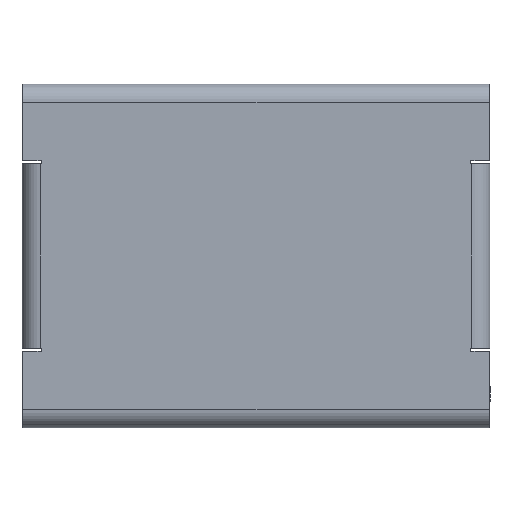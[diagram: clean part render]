
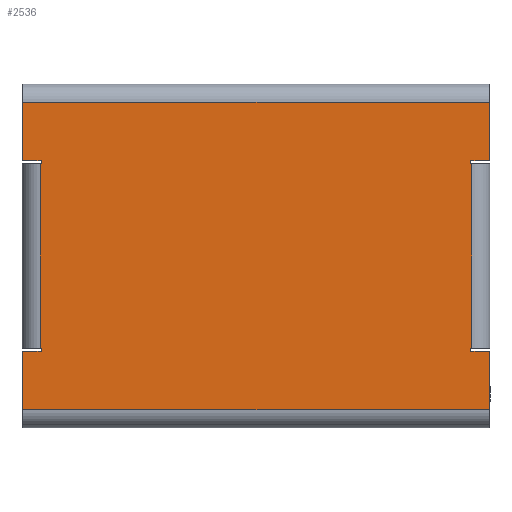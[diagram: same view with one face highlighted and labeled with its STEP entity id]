
A CAD part, front view. The second image highlights one B-rep face of the part: STEP entity #2536.
In plain terms, the highlighted planar face has unit normal (0, -1, 0).
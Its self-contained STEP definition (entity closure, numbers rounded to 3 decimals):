
#263=PLANE('',#2740);
#390=FACE_OUTER_BOUND('',#525,.T.);
#525=EDGE_LOOP('',(#1965,#1966,#1967,#1968,#1969,#1970,#1971,#1972,#1973,
#1974,#1975,#1976,#1977,#1978,#1979,#1980,#1981,#1982,#1983,#1984));
#678=LINE('',#3645,#951);
#700=LINE('',#3689,#973);
#707=LINE('',#3709,#980);
#709=LINE('',#3714,#982);
#716=LINE('',#3734,#989);
#718=LINE('',#3739,#991);
#725=LINE('',#3759,#998);
#727=LINE('',#3764,#1000);
#729=LINE('',#3768,#1002);
#730=LINE('',#3770,#1003);
#731=LINE('',#3771,#1004);
#732=LINE('',#3773,#1005);
#733=LINE('',#3775,#1006);
#734=LINE('',#3776,#1007);
#735=LINE('',#3778,#1008);
#736=LINE('',#3780,#1009);
#737=LINE('',#3781,#1010);
#738=LINE('',#3783,#1011);
#739=LINE('',#3785,#1012);
#740=LINE('',#3786,#1013);
#951=VECTOR('',#2989,10.);
#973=VECTOR('',#3017,10.);
#980=VECTOR('',#3038,10.);
#982=VECTOR('',#3044,10.);
#989=VECTOR('',#3065,10.);
#991=VECTOR('',#3071,10.);
#998=VECTOR('',#3092,10.);
#1000=VECTOR('',#3098,10.);
#1002=VECTOR('',#3102,10.);
#1003=VECTOR('',#3103,10.);
#1004=VECTOR('',#3104,10.);
#1005=VECTOR('',#3105,10.);
#1006=VECTOR('',#3106,10.);
#1007=VECTOR('',#3107,10.);
#1008=VECTOR('',#3108,10.);
#1009=VECTOR('',#3109,10.);
#1010=VECTOR('',#3110,10.);
#1011=VECTOR('',#3111,10.);
#1012=VECTOR('',#3112,10.);
#1013=VECTOR('',#3113,10.);
#1295=VERTEX_POINT('',#3627);
#1298=VERTEX_POINT('',#3635);
#1320=VERTEX_POINT('',#3688);
#1322=VERTEX_POINT('',#3693);
#1324=VERTEX_POINT('',#3700);
#1327=VERTEX_POINT('',#3713);
#1329=VERTEX_POINT('',#3718);
#1331=VERTEX_POINT('',#3725);
#1334=VERTEX_POINT('',#3738);
#1336=VERTEX_POINT('',#3743);
#1338=VERTEX_POINT('',#3750);
#1341=VERTEX_POINT('',#3763);
#1342=VERTEX_POINT('',#3767);
#1343=VERTEX_POINT('',#3769);
#1344=VERTEX_POINT('',#3772);
#1345=VERTEX_POINT('',#3774);
#1346=VERTEX_POINT('',#3777);
#1347=VERTEX_POINT('',#3779);
#1348=VERTEX_POINT('',#3782);
#1349=VERTEX_POINT('',#3784);
#1522=EDGE_CURVE('',#1298,#1295,#678,.T.);
#1544=EDGE_CURVE('',#1298,#1320,#700,.T.);
#1555=EDGE_CURVE('',#1324,#1322,#707,.T.);
#1557=EDGE_CURVE('',#1324,#1327,#709,.T.);
#1568=EDGE_CURVE('',#1331,#1329,#716,.T.);
#1570=EDGE_CURVE('',#1331,#1334,#718,.T.);
#1581=EDGE_CURVE('',#1338,#1336,#725,.T.);
#1583=EDGE_CURVE('',#1338,#1341,#727,.T.);
#1585=EDGE_CURVE('',#1342,#1295,#729,.T.);
#1586=EDGE_CURVE('',#1343,#1342,#730,.T.);
#1587=EDGE_CURVE('',#1341,#1343,#731,.T.);
#1588=EDGE_CURVE('',#1344,#1336,#732,.T.);
#1589=EDGE_CURVE('',#1345,#1344,#733,.T.);
#1590=EDGE_CURVE('',#1327,#1345,#734,.T.);
#1591=EDGE_CURVE('',#1346,#1322,#735,.T.);
#1592=EDGE_CURVE('',#1347,#1346,#736,.T.);
#1593=EDGE_CURVE('',#1334,#1347,#737,.T.);
#1594=EDGE_CURVE('',#1348,#1329,#738,.T.);
#1595=EDGE_CURVE('',#1349,#1348,#739,.T.);
#1596=EDGE_CURVE('',#1320,#1349,#740,.T.);
#1965=ORIENTED_EDGE('',*,*,#1522,.T.);
#1966=ORIENTED_EDGE('',*,*,#1585,.F.);
#1967=ORIENTED_EDGE('',*,*,#1586,.F.);
#1968=ORIENTED_EDGE('',*,*,#1587,.F.);
#1969=ORIENTED_EDGE('',*,*,#1583,.F.);
#1970=ORIENTED_EDGE('',*,*,#1581,.T.);
#1971=ORIENTED_EDGE('',*,*,#1588,.F.);
#1972=ORIENTED_EDGE('',*,*,#1589,.F.);
#1973=ORIENTED_EDGE('',*,*,#1590,.F.);
#1974=ORIENTED_EDGE('',*,*,#1557,.F.);
#1975=ORIENTED_EDGE('',*,*,#1555,.T.);
#1976=ORIENTED_EDGE('',*,*,#1591,.F.);
#1977=ORIENTED_EDGE('',*,*,#1592,.F.);
#1978=ORIENTED_EDGE('',*,*,#1593,.F.);
#1979=ORIENTED_EDGE('',*,*,#1570,.F.);
#1980=ORIENTED_EDGE('',*,*,#1568,.T.);
#1981=ORIENTED_EDGE('',*,*,#1594,.F.);
#1982=ORIENTED_EDGE('',*,*,#1595,.F.);
#1983=ORIENTED_EDGE('',*,*,#1596,.F.);
#1984=ORIENTED_EDGE('',*,*,#1544,.F.);
#2536=ADVANCED_FACE('',(#390),#263,.F.);
#2740=AXIS2_PLACEMENT_3D('',#3766,#3100,#3101);
#2989=DIRECTION('',(1.,0.,0.));
#3017=DIRECTION('',(0.,0.,1.));
#3038=DIRECTION('',(-1.,0.,0.));
#3044=DIRECTION('',(0.,0.,-1.));
#3065=DIRECTION('',(0.,0.,-1.));
#3071=DIRECTION('',(1.,0.,0.));
#3092=DIRECTION('',(0.,0.,1.));
#3098=DIRECTION('',(-1.,0.,0.));
#3100=DIRECTION('center_axis',(0.,1.,0.));
#3101=DIRECTION('ref_axis',(0.,0.,1.));
#3102=DIRECTION('',(0.,0.,-1.));
#3103=DIRECTION('',(1.,0.,0.));
#3104=DIRECTION('',(0.,0.,-1.));
#3105=DIRECTION('',(1.,0.,0.));
#3106=DIRECTION('',(0.,0.,-1.));
#3107=DIRECTION('',(-1.,0.,0.));
#3108=DIRECTION('',(0.,0.,1.));
#3109=DIRECTION('',(-1.,0.,0.));
#3110=DIRECTION('',(0.,0.,1.));
#3111=DIRECTION('',(-1.,0.,0.));
#3112=DIRECTION('',(0.,0.,1.));
#3113=DIRECTION('',(1.,0.,0.));
#3627=CARTESIAN_POINT('',(38.,-1.5,-25.));
#3635=CARTESIAN_POINT('',(-38.,-1.5,-25.));
#3645=CARTESIAN_POINT('',(-37.25,-1.5,-25.));
#3688=CARTESIAN_POINT('',(-38.,-1.5,-15.5));
#3689=CARTESIAN_POINT('',(-38.,-1.5,-30.5));
#3693=CARTESIAN_POINT('',(-38.,-1.5,25.));
#3700=CARTESIAN_POINT('',(38.,-1.5,25.));
#3709=CARTESIAN_POINT('',(0.75,-1.5,25.));
#3713=CARTESIAN_POINT('',(38.,-1.5,15.5));
#3714=CARTESIAN_POINT('',(38.,-1.5,30.5));
#3718=CARTESIAN_POINT('',(-35.107,-1.5,-15.));
#3725=CARTESIAN_POINT('',(-35.107,-1.5,15.));
#3734=CARTESIAN_POINT('',(-35.107,-1.5,19.));
#3738=CARTESIAN_POINT('',(-35.,-1.5,15.));
#3739=CARTESIAN_POINT('',(-38.5,-1.5,15.));
#3743=CARTESIAN_POINT('',(35.107,-1.5,15.));
#3750=CARTESIAN_POINT('',(35.107,-1.5,-15.));
#3759=CARTESIAN_POINT('',(35.107,-1.5,4.));
#3763=CARTESIAN_POINT('',(35.,-1.5,-15.));
#3764=CARTESIAN_POINT('',(38.5,-1.5,-15.));
#3766=CARTESIAN_POINT('Origin',(-36.5,-1.5,23.));
#3767=CARTESIAN_POINT('',(38.,-1.5,-15.5));
#3768=CARTESIAN_POINT('',(38.,-1.5,-15.5));
#3769=CARTESIAN_POINT('',(35.,-1.5,-15.5));
#3770=CARTESIAN_POINT('',(35.,-1.5,-15.5));
#3771=CARTESIAN_POINT('',(35.,-1.5,-28.5));
#3772=CARTESIAN_POINT('',(35.,-1.5,15.));
#3773=CARTESIAN_POINT('',(38.5,-1.5,15.));
#3774=CARTESIAN_POINT('',(35.,-1.5,15.5));
#3775=CARTESIAN_POINT('',(35.,-1.5,25.));
#3776=CARTESIAN_POINT('',(38.,-1.5,15.5));
#3777=CARTESIAN_POINT('',(-38.,-1.5,15.5));
#3778=CARTESIAN_POINT('',(-38.,-1.5,15.5));
#3779=CARTESIAN_POINT('',(-35.,-1.5,15.5));
#3780=CARTESIAN_POINT('',(-35.,-1.5,15.5));
#3781=CARTESIAN_POINT('',(-35.,-1.5,28.5));
#3782=CARTESIAN_POINT('',(-35.,-1.5,-15.));
#3783=CARTESIAN_POINT('',(-38.5,-1.5,-15.));
#3784=CARTESIAN_POINT('',(-35.,-1.5,-15.5));
#3785=CARTESIAN_POINT('',(-35.,-1.5,-25.));
#3786=CARTESIAN_POINT('',(-38.,-1.5,-15.5));
